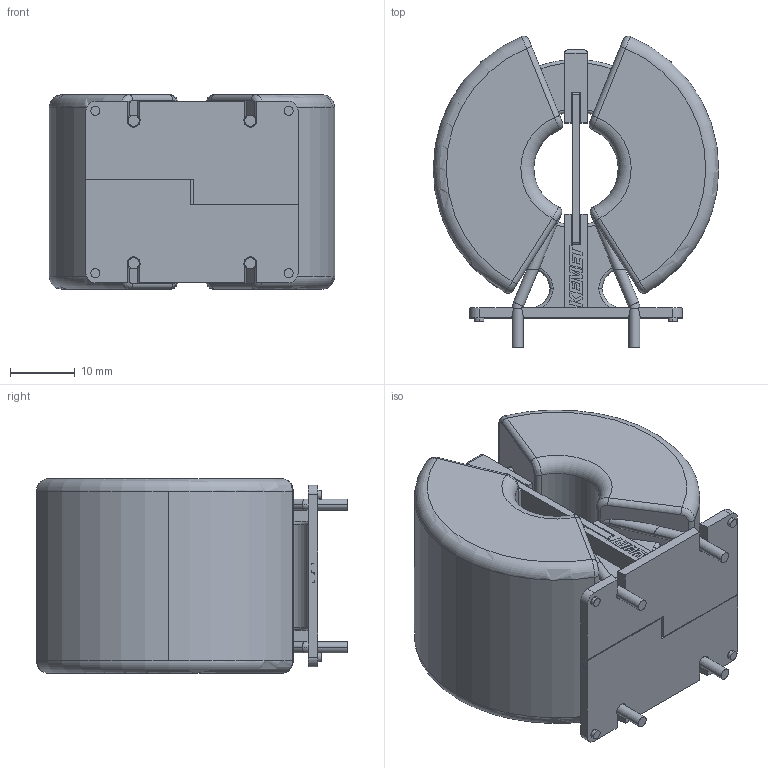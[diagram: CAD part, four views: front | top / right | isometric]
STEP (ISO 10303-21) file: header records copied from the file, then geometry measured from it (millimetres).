
FILE_DESCRIPTION (( 'STEP AP214' ), '1' );
FILE_NAME ('SC-18-25J.STEP', '2019-01-30T07:39:56', ( '' ), ( '' ), 'SwSTEP 2.0', 'SolidWorks 2018', '' );
FILE_SCHEMA (( 'AUTOMOTIVE_DESIGN' ));
Length unit declared in the file: millimetre
Products named in the file (1): SC-18-25J
Bounding box: 44 x 48 x 30 mm (x, y, z)
Volume: 36522.6 mm3; surface area: 14131.4 mm2
Topology: 1 solids, 1 shells, 415 faces, 1105 edges, 714 vertices
Faces by surface type: plane 213, cylinder 134, torus 40, bspline 20, cone 8
Entity records: 18772 total; most frequent: CARTESIAN_POINT 3923, ORIENTED_EDGE 2210, DIRECTION 2073, EDGE_CURVE 1105, VERTEX_POINT 714, AXIS2_PLACEMENT_3D 704, LINE 665, VECTOR 665
